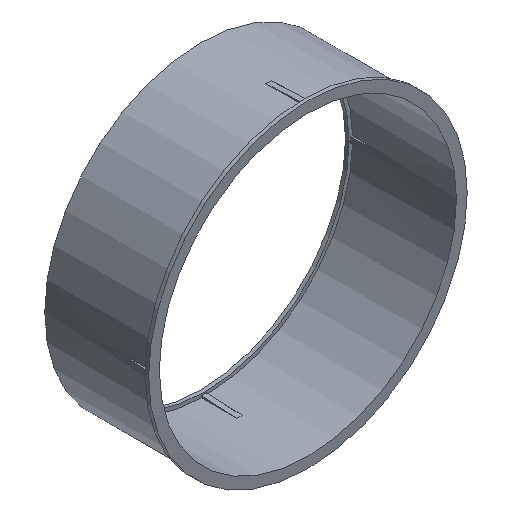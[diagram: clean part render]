
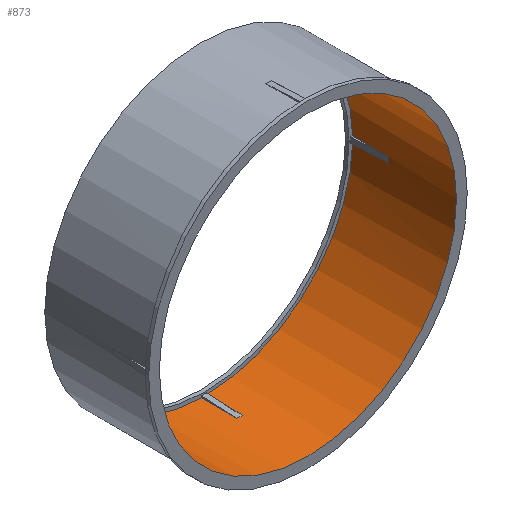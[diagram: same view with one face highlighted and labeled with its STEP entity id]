
A CAD part, isometric view. The second image highlights one B-rep face of the part: STEP entity #873.
In plain terms, the highlighted cylindrical face has radius 83 mm (diameter 166 mm), a full revolution.
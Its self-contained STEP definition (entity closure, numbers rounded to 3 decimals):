
#16=CYLINDRICAL_SURFACE('',#974,83.);
#23=CIRCLE('',#938,83.);
#24=CIRCLE('',#939,83.);
#25=CIRCLE('',#940,83.);
#26=CIRCLE('',#941,83.);
#34=CIRCLE('',#977,83.);
#37=ELLIPSE('',#923,1660.,83.);
#38=ELLIPSE('',#924,1660.,83.);
#55=ELLIPSE('',#970,1660.,83.);
#56=ELLIPSE('',#975,1660.,83.);
#57=ELLIPSE('',#976,1660.,83.);
#81=FACE_OUTER_BOUND('',#131,.T.);
#131=EDGE_LOOP('',(#700,#701,#702,#703,#704,#705,#706,#707,#708,#709,#710,
#711,#712,#713,#714,#715,#716,#717,#718,#719));
#159=LINE('',#1270,#251);
#164=LINE('',#1283,#256);
#209=LINE('',#1426,#301);
#212=LINE('',#1433,#304);
#223=LINE('',#1457,#315);
#224=LINE('',#1460,#316);
#225=LINE('',#1462,#317);
#226=LINE('',#1465,#318);
#227=LINE('',#1467,#319);
#251=VECTOR('',#1009,10.);
#256=VECTOR('',#1022,10.);
#301=VECTOR('',#1153,10.);
#304=VECTOR('',#1162,10.);
#315=VECTOR('',#1179,10.);
#316=VECTOR('',#1182,10.);
#317=VECTOR('',#1183,10.);
#318=VECTOR('',#1186,10.);
#319=VECTOR('',#1187,83.);
#342=VERTEX_POINT('',#1266);
#344=VERTEX_POINT('',#1269);
#345=VERTEX_POINT('',#1273);
#346=VERTEX_POINT('',#1274);
#348=VERTEX_POINT('',#1281);
#362=VERTEX_POINT('',#1324);
#365=VERTEX_POINT('',#1330);
#366=VERTEX_POINT('',#1332);
#369=VERTEX_POINT('',#1338);
#370=VERTEX_POINT('',#1340);
#373=VERTEX_POINT('',#1346);
#403=VERTEX_POINT('',#1425);
#404=VERTEX_POINT('',#1429);
#414=VERTEX_POINT('',#1456);
#415=VERTEX_POINT('',#1458);
#416=VERTEX_POINT('',#1461);
#417=VERTEX_POINT('',#1463);
#418=VERTEX_POINT('',#1466);
#426=EDGE_CURVE('',#344,#342,#159,.T.);
#428=EDGE_CURVE('',#345,#346,#37,.T.);
#431=EDGE_CURVE('',#346,#344,#38,.T.);
#433=EDGE_CURVE('',#348,#345,#164,.T.);
#453=EDGE_CURVE('',#362,#348,#23,.T.);
#457=EDGE_CURVE('',#366,#365,#24,.T.);
#461=EDGE_CURVE('',#370,#369,#25,.T.);
#465=EDGE_CURVE('',#342,#373,#26,.T.);
#504=EDGE_CURVE('',#403,#366,#209,.T.);
#506=EDGE_CURVE('',#404,#403,#55,.T.);
#508=EDGE_CURVE('',#369,#404,#212,.T.);
#520=EDGE_CURVE('',#373,#414,#223,.T.);
#521=EDGE_CURVE('',#414,#415,#56,.T.);
#522=EDGE_CURVE('',#415,#370,#224,.T.);
#523=EDGE_CURVE('',#365,#416,#225,.T.);
#524=EDGE_CURVE('',#416,#417,#57,.T.);
#525=EDGE_CURVE('',#417,#362,#226,.T.);
#526=EDGE_CURVE('',#346,#418,#227,.T.);
#527=EDGE_CURVE('',#418,#418,#34,.T.);
#700=ORIENTED_EDGE('',*,*,#426,.T.);
#701=ORIENTED_EDGE('',*,*,#465,.T.);
#702=ORIENTED_EDGE('',*,*,#520,.T.);
#703=ORIENTED_EDGE('',*,*,#521,.T.);
#704=ORIENTED_EDGE('',*,*,#522,.T.);
#705=ORIENTED_EDGE('',*,*,#461,.T.);
#706=ORIENTED_EDGE('',*,*,#508,.T.);
#707=ORIENTED_EDGE('',*,*,#506,.T.);
#708=ORIENTED_EDGE('',*,*,#504,.T.);
#709=ORIENTED_EDGE('',*,*,#457,.T.);
#710=ORIENTED_EDGE('',*,*,#523,.T.);
#711=ORIENTED_EDGE('',*,*,#524,.T.);
#712=ORIENTED_EDGE('',*,*,#525,.T.);
#713=ORIENTED_EDGE('',*,*,#453,.T.);
#714=ORIENTED_EDGE('',*,*,#433,.T.);
#715=ORIENTED_EDGE('',*,*,#428,.T.);
#716=ORIENTED_EDGE('',*,*,#526,.T.);
#717=ORIENTED_EDGE('',*,*,#527,.T.);
#718=ORIENTED_EDGE('',*,*,#526,.F.);
#719=ORIENTED_EDGE('',*,*,#431,.T.);
#873=ADVANCED_FACE('',(#81),#16,.F.);
#923=AXIS2_PLACEMENT_3D('',#1275,#1013,#1014);
#924=AXIS2_PLACEMENT_3D('',#1279,#1017,#1018);
#938=AXIS2_PLACEMENT_3D('',#1325,#1062,#1063);
#939=AXIS2_PLACEMENT_3D('',#1333,#1067,#1068);
#940=AXIS2_PLACEMENT_3D('',#1341,#1072,#1073);
#941=AXIS2_PLACEMENT_3D('',#1348,#1077,#1078);
#970=AXIS2_PLACEMENT_3D('',#1430,#1157,#1158);
#974=AXIS2_PLACEMENT_3D('',#1455,#1177,#1178);
#975=AXIS2_PLACEMENT_3D('',#1459,#1180,#1181);
#976=AXIS2_PLACEMENT_3D('',#1464,#1184,#1185);
#977=AXIS2_PLACEMENT_3D('',#1468,#1188,#1189);
#1009=DIRECTION('',(0.,1.,0.));
#1013=DIRECTION('center_axis',(-0.999,0.05,0.));
#1014=DIRECTION('ref_axis',(0.05,0.999,0.));
#1017=DIRECTION('center_axis',(-0.999,0.05,0.));
#1018=DIRECTION('ref_axis',(0.05,0.999,0.));
#1022=DIRECTION('',(0.,-1.,0.));
#1062=DIRECTION('center_axis',(0.,1.,0.));
#1063=DIRECTION('ref_axis',(1.,0.,0.));
#1067=DIRECTION('center_axis',(0.,1.,0.));
#1068=DIRECTION('ref_axis',(1.,0.,0.));
#1072=DIRECTION('center_axis',(0.,1.,0.));
#1073=DIRECTION('ref_axis',(1.,0.,0.));
#1077=DIRECTION('center_axis',(0.,1.,0.));
#1078=DIRECTION('ref_axis',(1.,0.,0.));
#1153=DIRECTION('',(0.,1.,0.));
#1157=DIRECTION('center_axis',(0.999,0.05,0.));
#1158=DIRECTION('ref_axis',(0.05,-0.999,0.));
#1162=DIRECTION('',(0.,-1.,0.));
#1177=DIRECTION('center_axis',(0.,1.,0.));
#1178=DIRECTION('ref_axis',(1.,0.,0.));
#1179=DIRECTION('',(0.,-1.,0.));
#1180=DIRECTION('center_axis',(0.,0.05,0.999));
#1181=DIRECTION('ref_axis',(0.,0.999,-0.05));
#1182=DIRECTION('',(0.,1.,0.));
#1183=DIRECTION('',(0.,-1.,0.));
#1184=DIRECTION('center_axis',(0.,0.05,-0.999));
#1185=DIRECTION('ref_axis',(0.,-0.999,-0.05));
#1186=DIRECTION('',(0.,1.,0.));
#1187=DIRECTION('',(0.,-1.,0.));
#1188=DIRECTION('center_axis',(0.,-1.,0.));
#1189=DIRECTION('ref_axis',(1.,0.,0.));
#1266=CARTESIAN_POINT('',(-82.986,58.,1.5));
#1269=CARTESIAN_POINT('',(-82.986,38.296,1.5));
#1270=CARTESIAN_POINT('',(-82.986,0.,1.5));
#1273=CARTESIAN_POINT('',(-82.986,38.296,-1.5));
#1274=CARTESIAN_POINT('',(-83.,38.025,0.));
#1275=CARTESIAN_POINT('Origin',(0.,1695.949,0.));
#1279=CARTESIAN_POINT('Origin',(0.,1695.949,0.));
#1281=CARTESIAN_POINT('',(-82.986,58.,-1.5));
#1283=CARTESIAN_POINT('',(-82.986,0.,-1.5));
#1324=CARTESIAN_POINT('',(-1.5,58.,-82.986));
#1325=CARTESIAN_POINT('Origin',(0.,58.,0.));
#1330=CARTESIAN_POINT('',(1.5,58.,-82.986));
#1332=CARTESIAN_POINT('',(82.986,58.,-1.5));
#1333=CARTESIAN_POINT('Origin',(0.,58.,0.));
#1338=CARTESIAN_POINT('',(82.986,58.,1.5));
#1340=CARTESIAN_POINT('',(1.5,58.,82.986));
#1341=CARTESIAN_POINT('Origin',(0.,58.,0.));
#1346=CARTESIAN_POINT('',(-1.5,58.,82.986));
#1348=CARTESIAN_POINT('Origin',(0.,58.,0.));
#1425=CARTESIAN_POINT('',(82.986,38.296,-1.5));
#1426=CARTESIAN_POINT('',(82.986,0.,-1.5));
#1429=CARTESIAN_POINT('',(82.986,38.296,1.5));
#1430=CARTESIAN_POINT('Origin',(0.,1695.949,0.));
#1433=CARTESIAN_POINT('',(82.986,0.,1.5));
#1455=CARTESIAN_POINT('Origin',(0.,0.,0.));
#1456=CARTESIAN_POINT('',(-1.5,38.296,82.986));
#1457=CARTESIAN_POINT('',(-1.5,0.,82.986));
#1458=CARTESIAN_POINT('',(1.5,38.296,82.986));
#1459=CARTESIAN_POINT('Origin',(0.,1695.949,0.));
#1460=CARTESIAN_POINT('',(1.5,0.,82.986));
#1461=CARTESIAN_POINT('',(1.5,38.296,-82.986));
#1462=CARTESIAN_POINT('',(1.5,0.,-82.986));
#1463=CARTESIAN_POINT('',(-1.5,38.296,-82.986));
#1464=CARTESIAN_POINT('Origin',(0.,1695.949,0.));
#1465=CARTESIAN_POINT('',(-1.5,0.,-82.986));
#1466=CARTESIAN_POINT('',(-83.,0.,0.));
#1467=CARTESIAN_POINT('',(-83.,0.,0.));
#1468=CARTESIAN_POINT('Origin',(0.,0.,0.));
